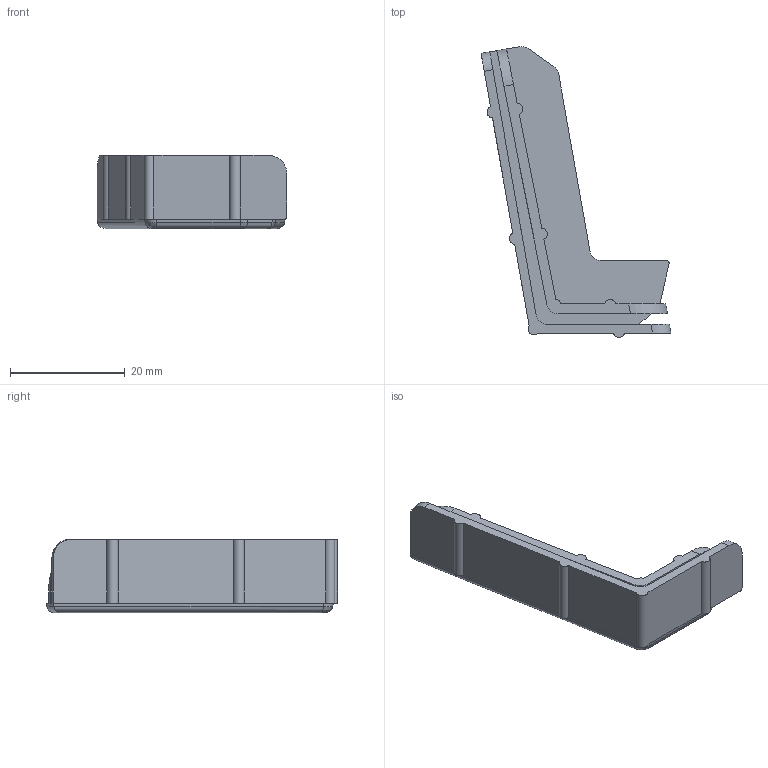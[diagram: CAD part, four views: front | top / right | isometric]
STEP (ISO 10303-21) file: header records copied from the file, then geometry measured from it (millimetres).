
FILE_DESCRIPTION(/* description */ (''),/* implementation_level */ '2;1');
FILE_NAME(/* name */ 'end piece v3.step',/* time_stamp */ '2025-12-19T16:34:39-05:00',/* author */ (''),/* organization */ (''),/* preprocessor_version */ 'ST-DEVELOPER v20.1',/* originating_system */ 'Autodesk Translation Framework v14.21.0.0',/* authorisation */ '');
FILE_SCHEMA (('AUTOMOTIVE_DESIGN { 1 0 10303 214 3 1 1 }'));
Length unit declared in the file: inch
Products named in the file (1): end piece
Bounding box: 33.1 x 50.76 x 12.76 mm (x, y, z)
Volume: 3536.6 mm3; surface area: 4616 mm2
Topology: 1 solids, 1 shells, 74 faces, 187 edges, 114 vertices
Faces by surface type: plane 36, cylinder 30, bspline 6, torus 1, cone 1
Entity records: 2344 total; most frequent: CARTESIAN_POINT 504, DIRECTION 392, ORIENTED_EDGE 372, EDGE_CURVE 186, AXIS2_PLACEMENT_3D 137, LINE 118, VECTOR 118, VERTEX_POINT 114
